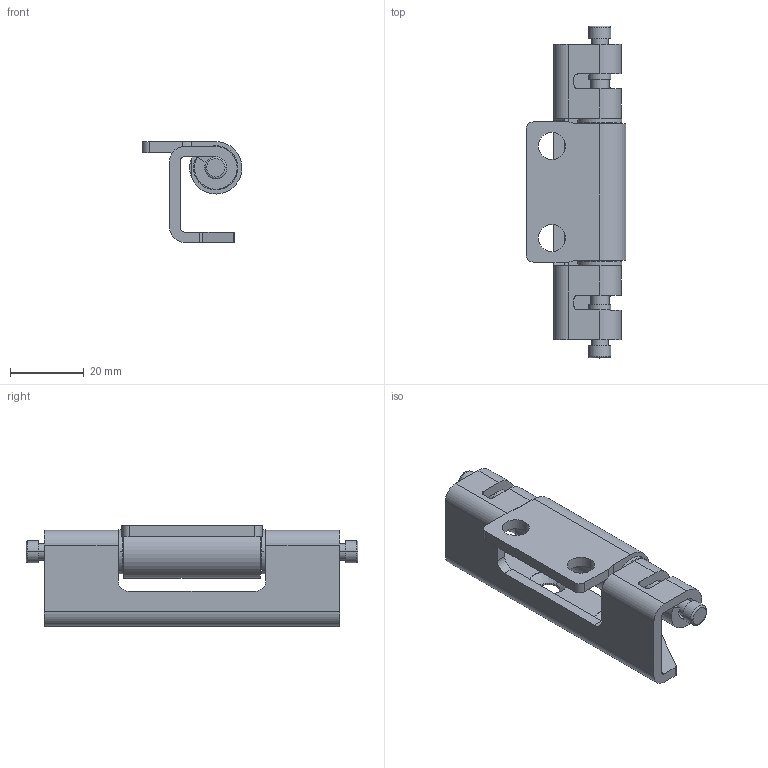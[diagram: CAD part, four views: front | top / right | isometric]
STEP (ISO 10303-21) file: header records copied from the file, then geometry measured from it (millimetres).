
FILE_DESCRIPTION(/* description */ (''),/* implementation_level */ '2;1');
FILE_NAME(/* name */ 'JL138-1',/* time_stamp */ '2024-10-25T13:02:39+08:00',/* author */ (''),/* organization */ (''),/* preprocessor_version */ 'ST-DEVELOPER v19.2',/* originating_system */ 'Rhino 8.5',/* authorisation */ '');
FILE_SCHEMA (('CONFIG_CONTROL_DESIGN'));
Length unit declared in the file: millimetre
Products named in the file (1): Document
Bounding box: 27.1 x 90 x 27.3 mm (x, y, z)
Volume: 17065 mm3; surface area: 15138.3 mm2
Topology: 6 solids, 6 shells, 168 faces, 388 edges, 244 vertices
Faces by surface type: cylinder 80, plane 62, bspline 26
Entity records: 5422 total; most frequent: CARTESIAN_POINT 1885, ORIENTED_EDGE 776, DIRECTION 520, EDGE_CURVE 388, AXIS2_PLACEMENT_3D 330, VERTEX_POINT 244, EDGE_LOOP 192, TRIMMED_CURVE 188
